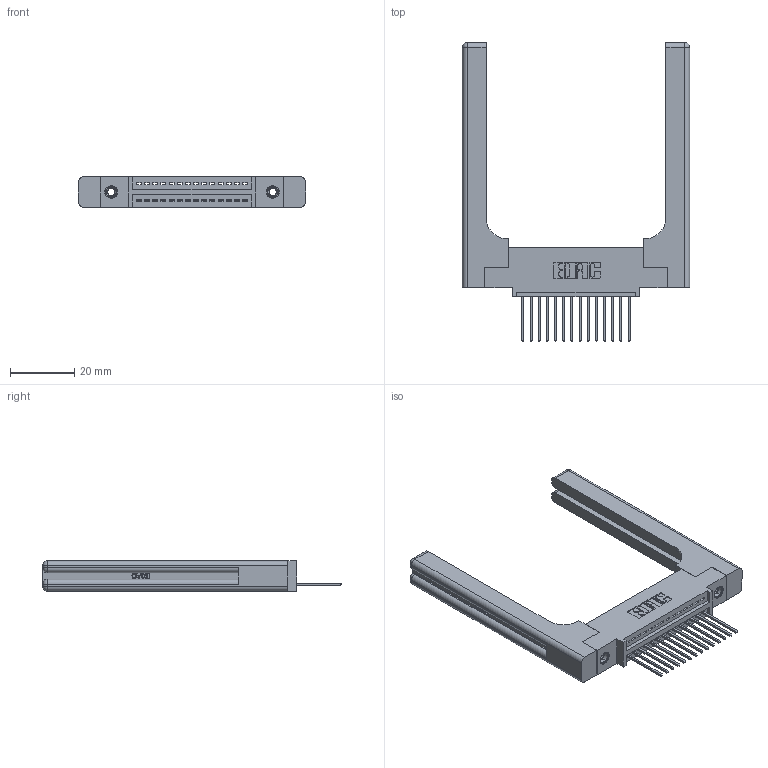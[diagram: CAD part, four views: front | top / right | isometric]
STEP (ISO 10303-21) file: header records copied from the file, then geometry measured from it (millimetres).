
FILE_DESCRIPTION (( 'STEP AP203' ), '1' );
FILE_NAME ('345-014-540-458.STEP', '2019-10-04T10:53:50', ( '' ), ( '' ), 'SwSTEP 2.0', 'SolidWorks 2016', '' );
FILE_SCHEMA (( 'CONFIG_CONTROL_DESIGN' ));
Length unit declared in the file: inch
Products named in the file (5): 345-220-058_345-220-058; 345-250-001_345-250-001-102; 345-014-540-458; 345-292-001_345-293-140; 345 Part_0.110 Offset - 0.156 Dia-TH
Assembly tree (19 placements, depth 2):
  345-014-540-458
    345 Part_0.110 Offset - 0.156 Dia-TH
    345-292-001_345-293-140  x14
    345-250-001_345-250-001-102  x2
    345-220-058_345-220-058  x2
Bounding box: 70.59 x 92.89 x 9.4 mm (x, y, z)
Volume: 14925.6 mm3; surface area: 13675.7 mm2
Topology: 19 solids, 19 shells, 1198 faces, 3483 edges, 2282 vertices
Faces by surface type: plane 792, cylinder 346, bspline 36, cone 12, sphere 8, torus 4
Entity records: 19638 total; most frequent: CARTESIAN_POINT 4375, ORIENTED_EDGE 3120, DIRECTION 2808, EDGE_CURVE 1560, VECTOR 1280, LINE 1280, VERTEX_POINT 1030, AXIS2_PLACEMENT_3D 764
